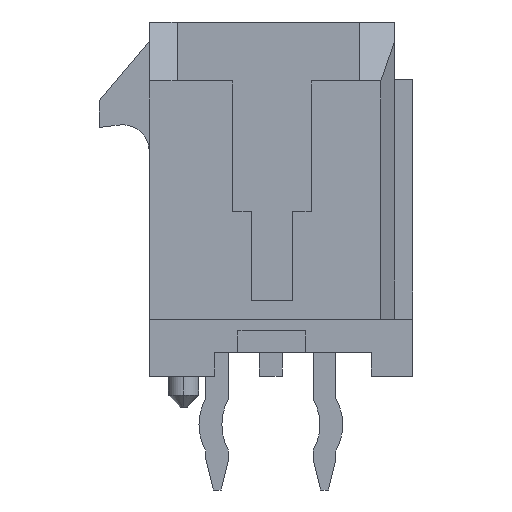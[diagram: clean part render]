
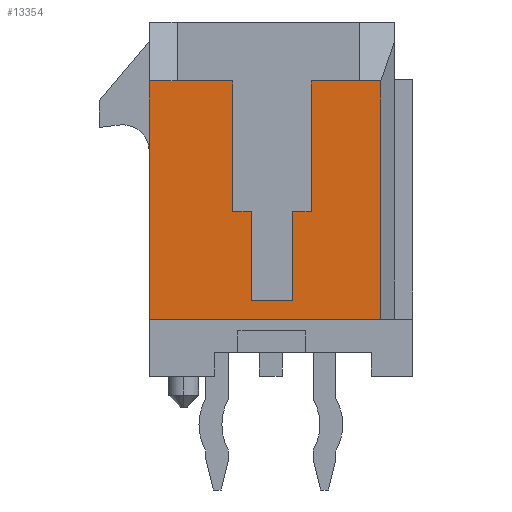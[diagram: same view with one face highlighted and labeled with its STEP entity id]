
A CAD part, left-side view. The second image highlights one B-rep face of the part: STEP entity #13354.
In plain terms, the highlighted planar face has unit normal (-1, 0, 0).
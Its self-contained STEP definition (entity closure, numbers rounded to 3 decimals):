
#1=DIRECTION('',(0.,0.,-1.));
#2=VECTOR('',#1,3.65);
#3=CARTESIAN_POINT('',(-19.825,-1.1,3.305));
#4=LINE('',#3,#2);
#5=DIRECTION('',(0.,1.,0.));
#6=VECTOR('',#5,1.35);
#7=CARTESIAN_POINT('',(-19.825,-2.45,3.305));
#8=LINE('',#7,#6);
#9=DIRECTION('',(0.,-1.,0.));
#10=VECTOR('',#9,0.6);
#11=CARTESIAN_POINT('',(-19.825,-2.45,3.305));
#12=LINE('',#11,#10);
#13=DIRECTION('',(0.,0.,-1.));
#14=VECTOR('',#13,6.66);
#15=CARTESIAN_POINT('',(-19.825,-3.05,3.305));
#16=LINE('',#15,#14);
#17=DIRECTION('',(0.,1.,0.));
#18=VECTOR('',#17,6.48);
#19=CARTESIAN_POINT('',(-19.825,-3.05,-3.355));
#20=LINE('',#19,#18);
#21=DIRECTION('',(0.,0.,1.));
#22=VECTOR('',#21,6.66);
#23=CARTESIAN_POINT('',(-19.825,3.43,-3.355));
#24=LINE('',#23,#22);
#25=DIRECTION('',(0.,-1.,0.));
#26=VECTOR('',#25,0.78);
#27=CARTESIAN_POINT('',(-19.825,3.43,3.305));
#28=LINE('',#27,#26);
#29=DIRECTION('',(0.,1.,0.));
#30=VECTOR('',#29,1.55);
#31=CARTESIAN_POINT('',(-19.825,1.1,3.305));
#32=LINE('',#31,#30);
#33=DIRECTION('',(0.,0.,-1.));
#34=VECTOR('',#33,3.65);
#35=CARTESIAN_POINT('',(-19.825,1.1,3.305));
#36=LINE('',#35,#34);
#37=DIRECTION('',(0.,1.,0.));
#38=VECTOR('',#37,0.525);
#39=CARTESIAN_POINT('',(-19.825,0.575,-0.345));
#40=LINE('',#39,#38);
#41=DIRECTION('',(0.,0.,1.));
#42=VECTOR('',#41,2.5);
#43=CARTESIAN_POINT('',(-19.825,0.575,-2.845));
#44=LINE('',#43,#42);
#45=DIRECTION('',(0.,1.,0.));
#46=VECTOR('',#45,1.15);
#47=CARTESIAN_POINT('',(-19.825,-0.575,-2.845));
#48=LINE('',#47,#46);
#49=DIRECTION('',(0.,0.,-1.));
#50=VECTOR('',#49,2.5);
#51=CARTESIAN_POINT('',(-19.825,-0.575,-0.345));
#52=LINE('',#51,#50);
#53=DIRECTION('',(0.,1.,0.));
#54=VECTOR('',#53,0.525);
#55=CARTESIAN_POINT('',(-19.825,-1.1,-0.345));
#56=LINE('',#55,#54);
#10024=CARTESIAN_POINT('',(-19.825,3.43,3.305));
#10026=VERTEX_POINT('',#10024);
#10079=CARTESIAN_POINT('',(-19.825,2.65,3.305));
#10080=VERTEX_POINT('',#10079);
#10081=CARTESIAN_POINT('',(-19.825,-2.45,3.305));
#10082=VERTEX_POINT('',#10081);
#11663=CARTESIAN_POINT('',(-19.825,3.43,-3.355));
#11664=VERTEX_POINT('',#11663);
#11715=CARTESIAN_POINT('',(-19.825,-3.05,3.305));
#11716=VERTEX_POINT('',#11715);
#11717=CARTESIAN_POINT('',(-19.825,-3.05,-3.355));
#11718=VERTEX_POINT('',#11717);
#11845=CARTESIAN_POINT('',(-19.825,-1.1,-0.345));
#11846=VERTEX_POINT('',#11845);
#11847=CARTESIAN_POINT('',(-19.825,-0.575,-0.345));
#11848=VERTEX_POINT('',#11847);
#11849=CARTESIAN_POINT('',(-19.825,-0.575,-2.845));
#11850=VERTEX_POINT('',#11849);
#11851=CARTESIAN_POINT('',(-19.825,0.575,-2.845));
#11852=VERTEX_POINT('',#11851);
#11853=CARTESIAN_POINT('',(-19.825,0.575,-0.345));
#11854=VERTEX_POINT('',#11853);
#11855=CARTESIAN_POINT('',(-19.825,1.1,-0.345));
#11856=VERTEX_POINT('',#11855);
#11857=CARTESIAN_POINT('',(-19.825,-1.1,3.305));
#11858=VERTEX_POINT('',#11857);
#11859=CARTESIAN_POINT('',(-19.825,1.1,3.305));
#11860=VERTEX_POINT('',#11859);
#13319=CARTESIAN_POINT('',(-19.825,0.,0.));
#13320=DIRECTION('',(1.,0.,0.));
#13321=DIRECTION('',(0.,0.,-1.));
#13322=AXIS2_PLACEMENT_3D('',#13319,#13320,#13321);
#13323=PLANE('',#13322);
#13325=ORIENTED_EDGE('',*,*,#13324,.F.);
#13327=ORIENTED_EDGE('',*,*,#13326,.F.);
#13329=ORIENTED_EDGE('',*,*,#13328,.T.);
#13331=ORIENTED_EDGE('',*,*,#13330,.T.);
#13333=ORIENTED_EDGE('',*,*,#13332,.T.);
#13335=ORIENTED_EDGE('',*,*,#13334,.T.);
#13337=ORIENTED_EDGE('',*,*,#13336,.T.);
#13339=ORIENTED_EDGE('',*,*,#13338,.F.);
#13341=ORIENTED_EDGE('',*,*,#13340,.T.);
#13343=ORIENTED_EDGE('',*,*,#13342,.F.);
#13345=ORIENTED_EDGE('',*,*,#13344,.F.);
#13347=ORIENTED_EDGE('',*,*,#13346,.F.);
#13349=ORIENTED_EDGE('',*,*,#13348,.F.);
#13351=ORIENTED_EDGE('',*,*,#13350,.F.);
#13352=EDGE_LOOP('',(#13325,#13327,#13329,#13331,#13333,#13335,#13337,#13339,
#13341,#13343,#13345,#13347,#13349,#13351));
#13353=FACE_OUTER_BOUND('',#13352,.F.);
#13354=ADVANCED_FACE('',(#13353),#13323,.F.);
#13324=EDGE_CURVE('',#11858,#11846,#4,.T.);
#13326=EDGE_CURVE('',#10082,#11858,#8,.T.);
#13328=EDGE_CURVE('',#10082,#11716,#12,.T.);
#13330=EDGE_CURVE('',#11716,#11718,#16,.T.);
#13332=EDGE_CURVE('',#11718,#11664,#20,.T.);
#13334=EDGE_CURVE('',#11664,#10026,#24,.T.);
#13336=EDGE_CURVE('',#10026,#10080,#28,.T.);
#13338=EDGE_CURVE('',#11860,#10080,#32,.T.);
#13340=EDGE_CURVE('',#11860,#11856,#36,.T.);
#13342=EDGE_CURVE('',#11854,#11856,#40,.T.);
#13344=EDGE_CURVE('',#11852,#11854,#44,.T.);
#13346=EDGE_CURVE('',#11850,#11852,#48,.T.);
#13348=EDGE_CURVE('',#11848,#11850,#52,.T.);
#13350=EDGE_CURVE('',#11846,#11848,#56,.T.);
